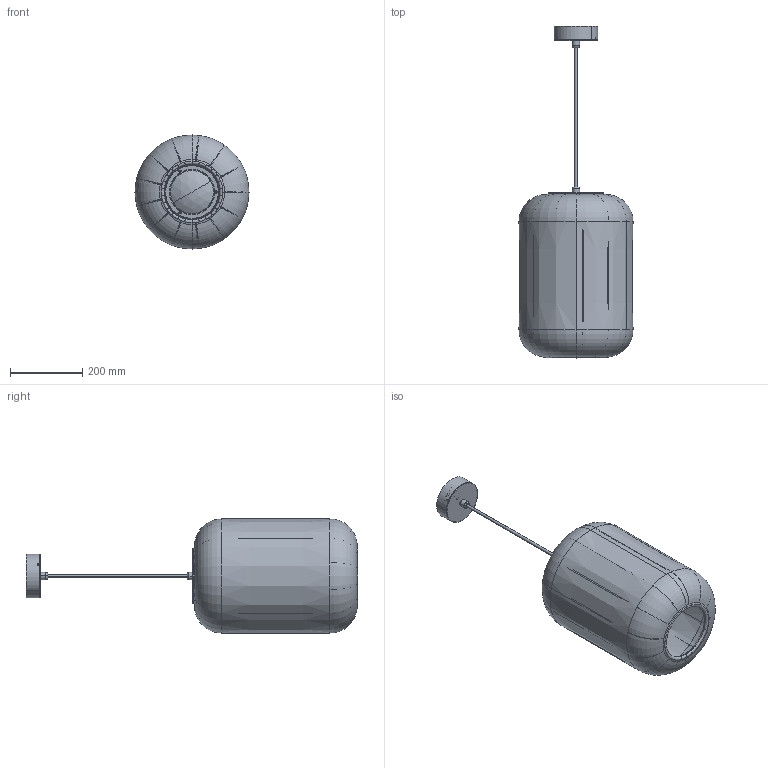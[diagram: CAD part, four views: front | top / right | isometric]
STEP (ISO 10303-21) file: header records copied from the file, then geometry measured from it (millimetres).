
FILE_DESCRIPTION (( 'STEP AP203' ), '1' );
FILE_NAME ('NANS S-31-2 309032xxyyy.STEP', '2022-01-21T12:22:53', ( '' ), ( '' ), 'SwSTEP 2.0', 'SolidWorks 2019', '' );
FILE_SCHEMA (( 'CONFIG_CONTROL_DESIGN' ));
Length unit declared in the file: millimetre
Products named in the file (18): 000-309-017; 000-309-042; 000-309-044; NANS S-31-2 309032xxyyy; 000-309-001; 000-FLO095; D7991-38 A2; 000-309-041; 000-261-046; D913-33A2_M3X3mm; D914-46 A2; 000-CONJUNTO COMPLETO PCB IP; 000-309-047; 000-309-029; 000-914-189; 000-914-052; 000-338-160; CABLE 906-017^000-CONJUNTO COMPLETO PCB IP
Assembly tree (22 placements, depth 4):
  NANS S-31-2 309032xxyyy
    000-CONJUNTO COMPLETO PCB IP
      000-309-047
      000-914-052
      000-309-042
      000-309-044
      D7991-38 A2  x2
      000-309-041
      000-309-029
      CABLE 906-017^000-CONJUNTO COMPLETO PCB IP
      D913-33A2_M3X3mm
      000-309-017
      000-FLO095
        000-338-160
        000-261-046
        D914-46 A2  x3
        000-309-029
        D913-33A2_M3X3mm
        000-914-189
    000-309-001
Bounding box: 316.47 x 920.16 x 316.47 mm (x, y, z)
Volume: 291364.4 mm3; surface area: 1489052.6 mm2
Topology: 18 solids, 35 shells, 1166 faces, 2705 edges, 1586 vertices
Faces by surface type: torus 312, cylinder 287, plane 235, cone 168, bspline 142, sphere 22
Entity records: 41973 total; most frequent: CARTESIAN_POINT 15824, DIRECTION 5329, ORIENTED_EDGE 4946, EDGE_CURVE 2479, AXIS2_PLACEMENT_3D 2333, VERTEX_POINT 1466, CIRCLE 1373, EDGE_LOOP 1193
